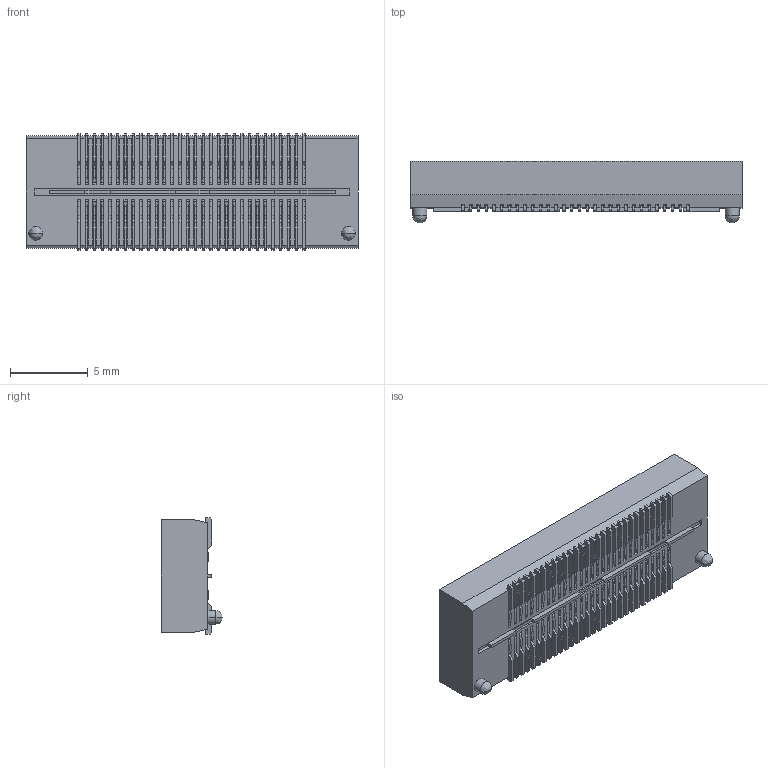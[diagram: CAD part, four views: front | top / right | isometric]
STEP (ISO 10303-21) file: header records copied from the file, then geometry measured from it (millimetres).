
FILE_DESCRIPTION((''),'2;1');
FILE_NAME('FBB05007-F120','2022-05-11T',('工程三'),(''),'PRO/ENGINEER BY PARAMETRIC TECHNOLOGY CORPORATION, 2010280','PRO/ENGINEER BY PARAMETRIC TECHNOLOGY CORPORATION, 2010280','');
FILE_SCHEMA(('CONFIG_CONTROL_DESIGN'));
Products named in the file (1): FBB05007-F120
Bounding box: 21.38 x 3.95 x 7.48 mm (x, y, z)
Volume: 281.6 mm3; surface area: 1662.5 mm2
Topology: 1 solids, 1 shells, 2460 faces, 7930 edges, 5242 vertices
Faces by surface type: plane 2028, cylinder 428, bspline 4
Entity records: 86696 total; most frequent: ORIENTED_EDGE 15860, CARTESIAN_POINT 15740, DIRECTION 13706, EDGE_CURVE 7930, VECTOR 7066, LINE 7066, VERTEX_POINT 5242, AXIS2_PLACEMENT_3D 3320
